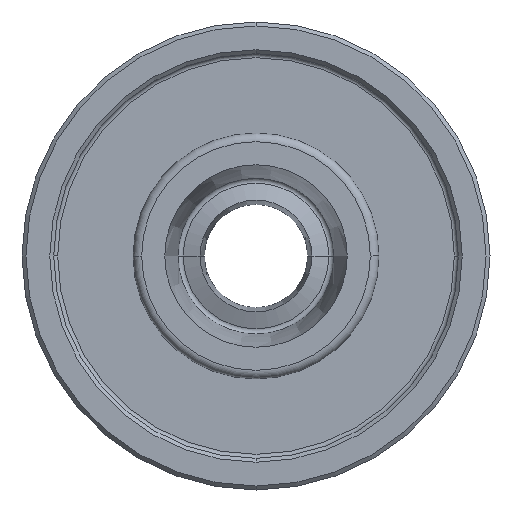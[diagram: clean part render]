
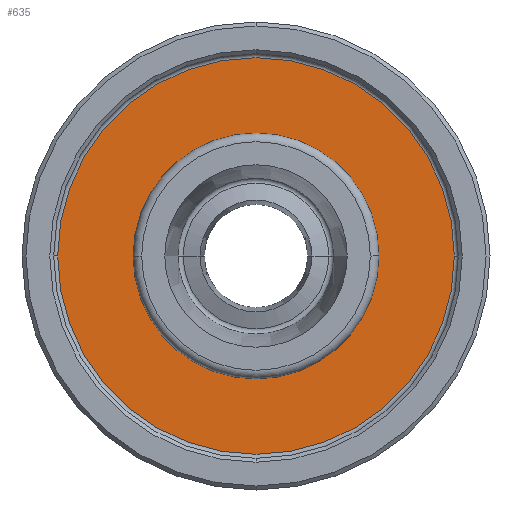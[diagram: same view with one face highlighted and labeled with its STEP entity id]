
A CAD part, front view. The second image highlights one B-rep face of the part: STEP entity #635.
In plain terms, the highlighted planar face has unit normal (0, -1, 0).
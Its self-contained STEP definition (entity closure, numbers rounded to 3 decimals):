
#1 = ORIENTED_EDGE ( 'NONE', *, *, #103, .T. ) ;
#50 = EDGE_CURVE ( 'NONE', #291, #247, #184, .T. ) ;
#53 = ORIENTED_EDGE ( 'NONE', *, *, #410, .T. ) ;
#68 = CIRCLE ( 'NONE', #276, 25. ) ;
#103 = EDGE_CURVE ( 'NONE', #851, #676, #938, .T. ) ;
#121 = EDGE_LOOP ( 'NONE', ( #1, #53 ) ) ;
#164 = CIRCLE ( 'NONE', #292, 15.5 ) ;
#184 = CIRCLE ( 'NONE', #783, 25. ) ;
#219 = EDGE_LOOP ( 'NONE', ( #472, #542 ) ) ;
#247 = VERTEX_POINT ( 'NONE', #948 ) ;
#258 = CARTESIAN_POINT ( 'NONE',  ( 4.5, 5., 0. ) ) ;
#268 = FACE_BOUND ( 'NONE', #121, .T. ) ;
#276 = AXIS2_PLACEMENT_3D ( 'NONE', #531, #534, #538 ) ;
#291 = VERTEX_POINT ( 'NONE', #258 ) ;
#292 = AXIS2_PLACEMENT_3D ( 'NONE', #572, #575, #561 ) ;
#308 = CARTESIAN_POINT ( 'NONE',  ( 29.5, 5., 0. ) ) ;
#320 = DIRECTION ( 'NONE',  ( 1., 0., 0. ) ) ;
#325 = DIRECTION ( 'NONE',  ( 0., 1., 0. ) ) ;
#370 = AXIS2_PLACEMENT_3D ( 'NONE', #623, #591, #649 ) ;
#394 = EDGE_CURVE ( 'NONE', #247, #291, #68, .T. ) ;
#410 = EDGE_CURVE ( 'NONE', #676, #851, #164, .T. ) ;
#472 = ORIENTED_EDGE ( 'NONE', *, *, #394, .T. ) ;
#474 = FACE_OUTER_BOUND ( 'NONE', #219, .T. ) ;
#531 = CARTESIAN_POINT ( 'NONE',  ( 29.5, 5., 0. ) ) ;
#534 = DIRECTION ( 'NONE',  ( 0., -1., 0. ) ) ;
#538 = DIRECTION ( 'NONE',  ( 1., 0., 0. ) ) ;
#542 = ORIENTED_EDGE ( 'NONE', *, *, #50, .T. ) ;
#561 = DIRECTION ( 'NONE',  ( 1., 0., 0. ) ) ;
#569 = AXIS2_PLACEMENT_3D ( 'NONE', #308, #325, #320 ) ;
#572 = CARTESIAN_POINT ( 'NONE',  ( 29.5, 5., 0. ) ) ;
#575 = DIRECTION ( 'NONE',  ( 0., 1., 0. ) ) ;
#591 = DIRECTION ( 'NONE',  ( 0., -1., 0. ) ) ;
#620 = PLANE ( 'NONE',  #370 ) ;
#623 = CARTESIAN_POINT ( 'NONE',  ( 4., 5., 0. ) ) ;
#635 = ADVANCED_FACE ( 'NONE', ( #474, #268 ), #620, .T. ) ;
#649 = DIRECTION ( 'NONE',  ( 1., 0., 0. ) ) ;
#676 = VERTEX_POINT ( 'NONE', #680 ) ;
#680 = CARTESIAN_POINT ( 'NONE',  ( 14., 5., 0. ) ) ;
#685 = CARTESIAN_POINT ( 'NONE',  ( 29.5, 5., 0. ) ) ;
#726 = DIRECTION ( 'NONE',  ( 1., 0., 0. ) ) ;
#730 = CARTESIAN_POINT ( 'NONE',  ( 45., 5., 0. ) ) ;
#732 = DIRECTION ( 'NONE',  ( 0., -1., 0. ) ) ;
#783 = AXIS2_PLACEMENT_3D ( 'NONE', #685, #732, #726 ) ;
#851 = VERTEX_POINT ( 'NONE', #730 ) ;
#938 = CIRCLE ( 'NONE', #569, 15.5 ) ;
#948 = CARTESIAN_POINT ( 'NONE',  ( 54.5, 5., 0. ) ) ;
